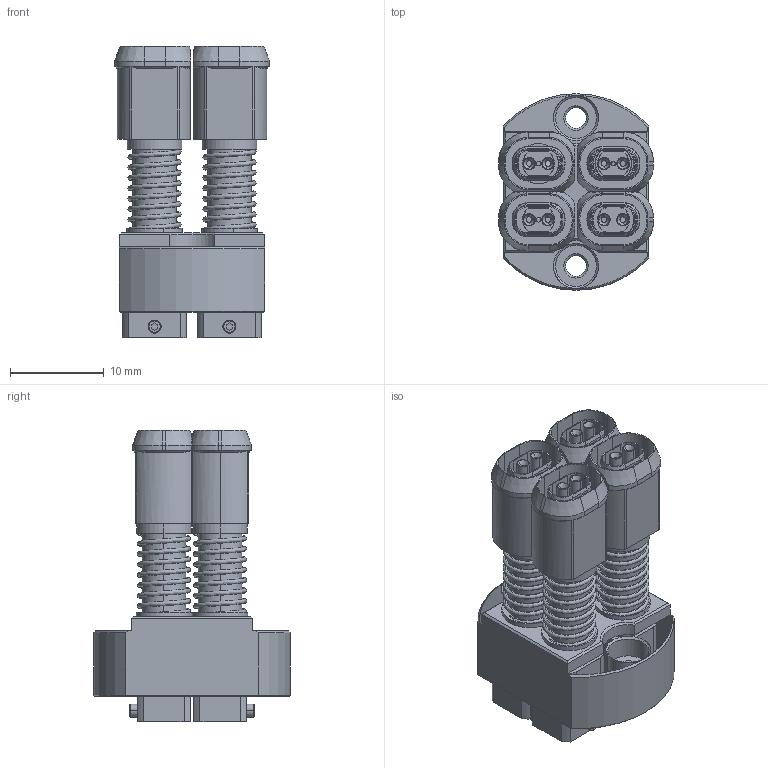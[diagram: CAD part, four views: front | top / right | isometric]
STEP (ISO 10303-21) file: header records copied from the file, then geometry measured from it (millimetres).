
FILE_DESCRIPTION (( 'STEP AP214' ), '1' );
FILE_NAME ('MOD-1089897-HF77-0003BG04-1WP.STEP', '2024-04-11T11:43:10', ( 'FEINMETALL GmbH ' ), ( 'FEINMETALL GmbH ' ), 'SwSTEP 2.0', 'SolidWorks 2020', '' );
FILE_SCHEMA (( 'AUTOMOTIVE_DESIGN' ));
Length unit declared in the file: millimetre
Products named in the file (1): MOD-1089897-HF77-0003BG04-1WP
Bounding box: 16.55 x 21 x 31.16 mm (x, y, z)
Volume: 3886.2 mm3; surface area: 8999.7 mm2
Topology: 20 solids, 23 shells, 2618 faces, 7217 edges, 4588 vertices
Faces by surface type: plane 1214, cylinder 706, cone 623, torus 48, sphere 16, bspline 11
Entity records: 121811 total; most frequent: CARTESIAN_POINT 26966, ORIENTED_EDGE 14270, DIRECTION 14001, EDGE_CURVE 7135, AXIS2_PLACEMENT_3D 5231, VERTEX_POINT 4572, VECTOR 3539, LINE 3539
